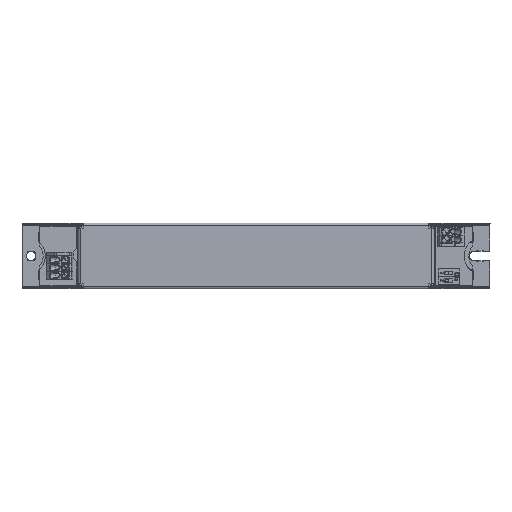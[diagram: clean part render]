
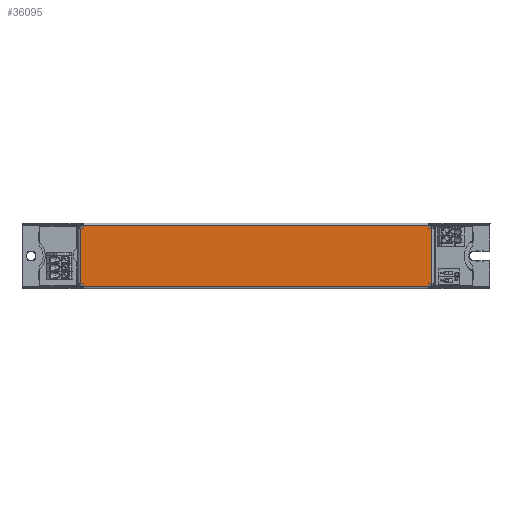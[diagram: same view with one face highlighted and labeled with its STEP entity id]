
A CAD part, top view. The second image highlights one B-rep face of the part: STEP entity #36095.
In plain terms, the highlighted planar face has unit normal (0, 0, 1).
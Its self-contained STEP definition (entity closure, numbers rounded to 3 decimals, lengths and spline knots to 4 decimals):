
#3460=FACE_OUTER_BOUND('',#5468,.T.);
#5468=EDGE_LOOP('',(#29524,#29525,#29526,#29527,#29528,#29529,#29530,#29531,
#29532,#29533,#29534,#29535));
#8964=LINE('',#57863,#12794);
#8967=LINE('',#57872,#12797);
#9077=LINE('',#58157,#12907);
#9088=LINE('',#58211,#12918);
#9092=LINE('',#58221,#12922);
#9101=LINE('',#58242,#12931);
#9102=LINE('',#58244,#12932);
#9103=LINE('',#58246,#12933);
#9104=LINE('',#58247,#12934);
#9105=LINE('',#58249,#12935);
#9106=LINE('',#58250,#12936);
#9107=LINE('',#58251,#12937);
#12794=VECTOR('',#46580,0.3937);
#12797=VECTOR('',#46591,0.3937);
#12907=VECTOR('',#46927,0.3937);
#12918=VECTOR('',#46964,0.3937);
#12922=VECTOR('',#46974,0.3937);
#12931=VECTOR('',#47001,0.3937);
#12932=VECTOR('',#47002,0.3937);
#12933=VECTOR('',#47003,0.3937);
#12934=VECTOR('',#47004,0.3937);
#12935=VECTOR('',#47005,0.3937);
#12936=VECTOR('',#47006,0.3937);
#12937=VECTOR('',#47007,0.3937);
#16288=VERTEX_POINT('',#57860);
#16289=VERTEX_POINT('',#57862);
#16290=VERTEX_POINT('',#57869);
#16291=VERTEX_POINT('',#57871);
#16337=VERTEX_POINT('',#58155);
#16350=VERTEX_POINT('',#58208);
#16351=VERTEX_POINT('',#58210);
#16354=VERTEX_POINT('',#58219);
#16357=VERTEX_POINT('',#58241);
#16358=VERTEX_POINT('',#58243);
#16359=VERTEX_POINT('',#58245);
#16360=VERTEX_POINT('',#58248);
#20767=EDGE_CURVE('',#16289,#16288,#8964,.T.);
#20772=EDGE_CURVE('',#16291,#16290,#8967,.T.);
#20908=EDGE_CURVE('',#16288,#16337,#9077,.T.);
#20929=EDGE_CURVE('',#16351,#16350,#9088,.T.);
#20935=EDGE_CURVE('',#16337,#16354,#9092,.T.);
#20945=EDGE_CURVE('',#16354,#16357,#9101,.T.);
#20946=EDGE_CURVE('',#16357,#16358,#9102,.T.);
#20947=EDGE_CURVE('',#16358,#16359,#9103,.T.);
#20948=EDGE_CURVE('',#16359,#16351,#9104,.T.);
#20949=EDGE_CURVE('',#16350,#16360,#9105,.T.);
#20950=EDGE_CURVE('',#16360,#16291,#9106,.T.);
#20951=EDGE_CURVE('',#16289,#16290,#9107,.T.);
#29524=ORIENTED_EDGE('',*,*,#20935,.T.);
#29525=ORIENTED_EDGE('',*,*,#20945,.T.);
#29526=ORIENTED_EDGE('',*,*,#20946,.T.);
#29527=ORIENTED_EDGE('',*,*,#20947,.T.);
#29528=ORIENTED_EDGE('',*,*,#20948,.T.);
#29529=ORIENTED_EDGE('',*,*,#20929,.T.);
#29530=ORIENTED_EDGE('',*,*,#20949,.T.);
#29531=ORIENTED_EDGE('',*,*,#20950,.T.);
#29532=ORIENTED_EDGE('',*,*,#20772,.T.);
#29533=ORIENTED_EDGE('',*,*,#20951,.F.);
#29534=ORIENTED_EDGE('',*,*,#20767,.T.);
#29535=ORIENTED_EDGE('',*,*,#20908,.T.);
#32895=PLANE('',#38776);
#36095=ADVANCED_FACE('',(#3460),#32895,.T.);
#38776=AXIS2_PLACEMENT_3D('',#58240,#46999,#47000);
#46580=DIRECTION('',(0.,-1.,0.));
#46591=DIRECTION('',(0.,1.,0.));
#46927=DIRECTION('',(-1.,0.,0.));
#46964=DIRECTION('',(1.,0.,0.));
#46974=DIRECTION('',(0.,-1.,0.));
#46999=DIRECTION('center_axis',(0.,0.,
1.));
#47000=DIRECTION('ref_axis',(1.,0.,0.));
#47001=DIRECTION('',(1.,0.,0.));
#47002=DIRECTION('',(0.,-1.,0.));
#47003=DIRECTION('',(1.,0.,0.));
#47004=DIRECTION('',(0.,1.,0.));
#47005=DIRECTION('',(0.,1.,0.));
#47006=DIRECTION('',(-1.,0.,0.));
#47007=DIRECTION('',(1.,0.,0.));
#57860=CARTESIAN_POINT('',(-2.4352,-1.5391,-0.1352));
#57862=CARTESIAN_POINT('',(-2.4352,-1.4879,-0.1352));
#57863=CARTESIAN_POINT('',(-2.4352,-1.4879,-0.1352));
#57869=CARTESIAN_POINT('',(3.6672,-1.4879,-0.1352));
#57871=CARTESIAN_POINT('',(3.6672,-1.5391,-0.1352));
#57872=CARTESIAN_POINT('',(3.6672,-1.4879,-0.1352));
#58155=CARTESIAN_POINT('',(-2.4761,-1.5391,-0.1352));
#58157=CARTESIAN_POINT('',(-2.4352,-1.5391,-0.1352));
#58208=CARTESIAN_POINT('',(3.7081,-2.5233,-0.1352));
#58210=CARTESIAN_POINT('',(3.6672,-2.5233,-0.1352));
#58211=CARTESIAN_POINT('',(3.6672,-2.5233,-0.1352));
#58219=CARTESIAN_POINT('',(-2.4761,-2.5233,-0.1352));
#58221=CARTESIAN_POINT('',(-2.4761,-2.0568,-0.1352));
#58240=CARTESIAN_POINT('Origin',(-2.4352,-2.5745,-0.1352));
#58241=CARTESIAN_POINT('',(-2.4352,-2.5233,-0.1352));
#58242=CARTESIAN_POINT('',(-2.5297,-2.5233,-0.1352));
#58243=CARTESIAN_POINT('',(-2.4352,-2.5745,-0.1352));
#58244=CARTESIAN_POINT('',(-2.4352,-1.4879,-0.1352));
#58245=CARTESIAN_POINT('',(3.6672,-2.5745,-0.1352));
#58246=CARTESIAN_POINT('',(-2.4352,-2.5745,-0.1352));
#58247=CARTESIAN_POINT('',(3.6672,-1.4879,-0.1352));
#58248=CARTESIAN_POINT('',(3.7081,-1.5391,-0.1352));
#58249=CARTESIAN_POINT('',(3.7081,-2.0568,-0.1352));
#58250=CARTESIAN_POINT('',(3.7617,-1.5391,-0.1352));
#58251=CARTESIAN_POINT('',(-2.4352,-1.4879,-0.1352));
